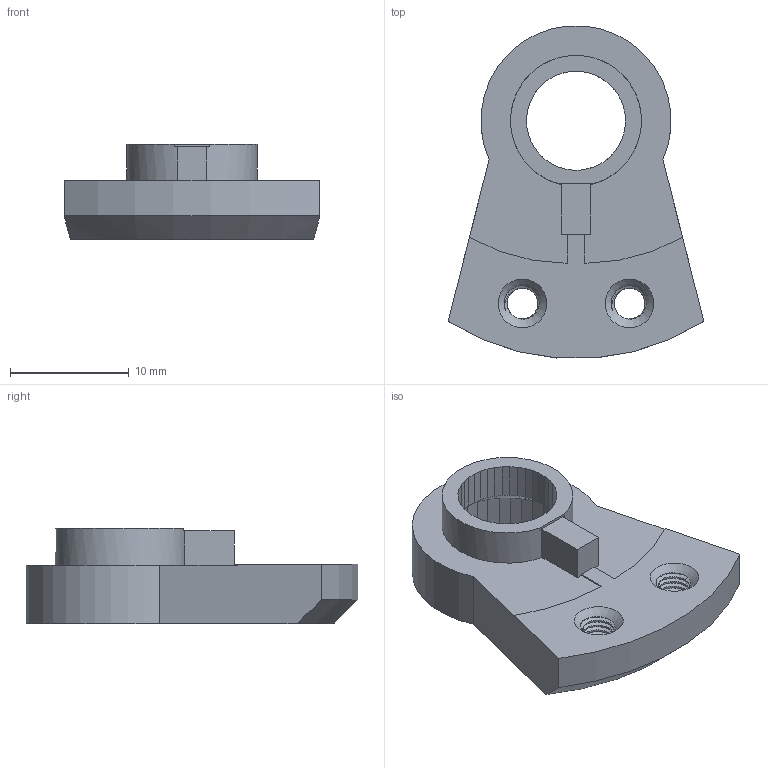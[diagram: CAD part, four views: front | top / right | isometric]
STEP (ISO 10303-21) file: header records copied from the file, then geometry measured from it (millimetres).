
FILE_DESCRIPTION(('FreeCAD Model'),'2;1');
FILE_NAME('Open CASCADE Shape Model','2023-07-18T18:39:44',(''),(''), 'Open CASCADE STEP processor 7.6','FreeCAD','Unknown');
FILE_SCHEMA(('AUTOMOTIVE_DESIGN { 1 0 10303 214 1 1 1 1 }'));
Length unit declared in the file: millimetre
Products named in the file (1): Chamfer248250
Bounding box: 21.5 x 27.9 x 8 mm (x, y, z)
Volume: 1695.7 mm3; surface area: 1609.2 mm2
Topology: 1 solids, 1 shells, 184 faces, 471 edges, 290 vertices
Faces by surface type: plane 94, bspline 60, cylinder 25, cone 5
Full cylindrical faces by diameter (mm): 2.6 x16
Entity records: 23632 total; most frequent: CARTESIAN_POINT 15270, DIRECTION 1219, ORIENTED_EDGE 942, PCURVE 942, DEFINITIONAL_REPRESENTATION 942, LINE 742, VECTOR 742, EDGE_CURVE 471
